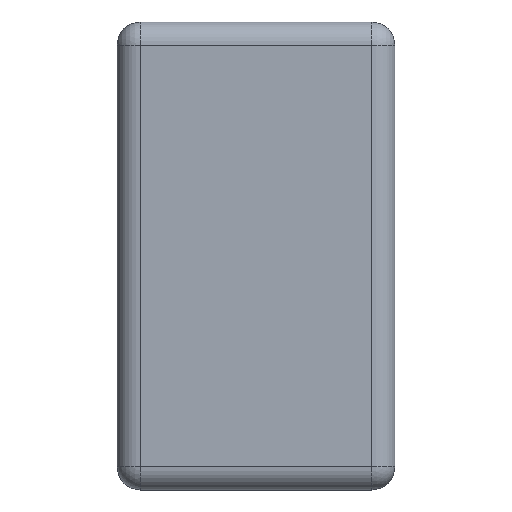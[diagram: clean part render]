
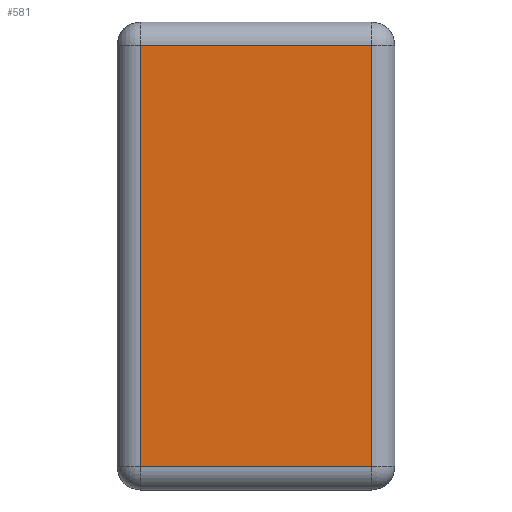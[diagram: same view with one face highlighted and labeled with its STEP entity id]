
A CAD part, left-side view. The second image highlights one B-rep face of the part: STEP entity #581.
In plain terms, the highlighted planar face has unit normal (-1, 0, 0).
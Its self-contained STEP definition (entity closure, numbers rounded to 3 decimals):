
#20 = VECTOR ( 'NONE', #838, 1000. ) ;
#52 = EDGE_CURVE ( 'NONE', #770, #928, #102, .T. ) ;
#78 = VECTOR ( 'NONE', #598, 1000. ) ;
#94 = CARTESIAN_POINT ( 'NONE',  ( -1.6, 0.95, -0.8 ) ) ;
#102 = LINE ( 'NONE', #179, #759 ) ;
#148 = VECTOR ( 'NONE', #455, 1000. ) ;
#170 = DIRECTION ( 'NONE',  ( 0., 1., 0. ) ) ;
#179 = CARTESIAN_POINT ( 'NONE',  ( -1.6, 0.95, 0.72 ) ) ;
#193 = LINE ( 'NONE', #445, #148 ) ;
#250 = ORIENTED_EDGE ( 'NONE', *, *, #401, .T. ) ;
#261 = VERTEX_POINT ( 'NONE', #1207 ) ;
#386 = FACE_OUTER_BOUND ( 'NONE', #1126, .T. ) ;
#396 = CARTESIAN_POINT ( 'NONE',  ( -1.6, 0.08, -0.8 ) ) ;
#401 = EDGE_CURVE ( 'NONE', #928, #261, #543, .T. ) ;
#445 = CARTESIAN_POINT ( 'NONE',  ( -1.6, 0.95, -0.72 ) ) ;
#455 = DIRECTION ( 'NONE',  ( 0., -1., 0. ) ) ;
#472 = PLANE ( 'NONE',  #1174 ) ;
#483 = EDGE_CURVE ( 'NONE', #261, #829, #193, .T. ) ;
#543 = LINE ( 'NONE', #564, #20 ) ;
#564 = CARTESIAN_POINT ( 'NONE',  ( -1.6, 0.87, -0.8 ) ) ;
#581 = ADVANCED_FACE ( 'NONE', ( #386 ), #472, .F. ) ;
#598 = DIRECTION ( 'NONE',  ( 0., 0., 1. ) ) ;
#759 = VECTOR ( 'NONE', #170, 1000. ) ;
#760 = CARTESIAN_POINT ( 'NONE',  ( -1.6, 0.08, -0.72 ) ) ;
#770 = VERTEX_POINT ( 'NONE', #1070 ) ;
#829 = VERTEX_POINT ( 'NONE', #760 ) ;
#838 = DIRECTION ( 'NONE',  ( 0., 0., -1. ) ) ;
#845 = ORIENTED_EDGE ( 'NONE', *, *, #483, .T. ) ;
#858 = ORIENTED_EDGE ( 'NONE', *, *, #52, .T. ) ;
#860 = LINE ( 'NONE', #396, #78 ) ;
#867 = DIRECTION ( 'NONE',  ( 1., 0., 0. ) ) ;
#873 = DIRECTION ( 'NONE',  ( 0., 0., -1. ) ) ;
#928 = VERTEX_POINT ( 'NONE', #1195 ) ;
#1070 = CARTESIAN_POINT ( 'NONE',  ( -1.6, 0.08, 0.72 ) ) ;
#1126 = EDGE_LOOP ( 'NONE', ( #250, #845, #1261, #858 ) ) ;
#1174 = AXIS2_PLACEMENT_3D ( 'NONE', #94, #867, #873 ) ;
#1176 = EDGE_CURVE ( 'NONE', #829, #770, #860, .T. ) ;
#1195 = CARTESIAN_POINT ( 'NONE',  ( -1.6, 0.87, 0.72 ) ) ;
#1207 = CARTESIAN_POINT ( 'NONE',  ( -1.6, 0.87, -0.72 ) ) ;
#1261 = ORIENTED_EDGE ( 'NONE', *, *, #1176, .T. ) ;
